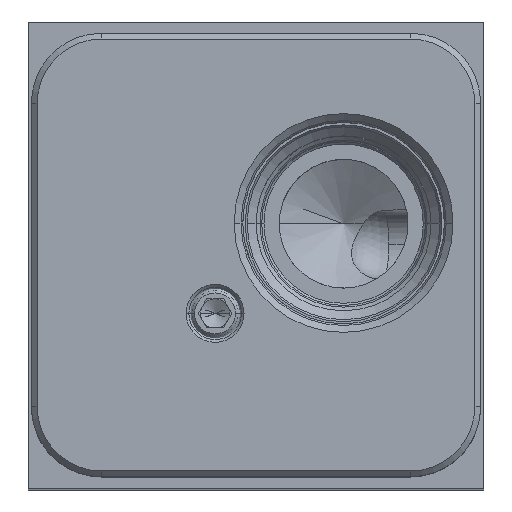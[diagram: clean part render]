
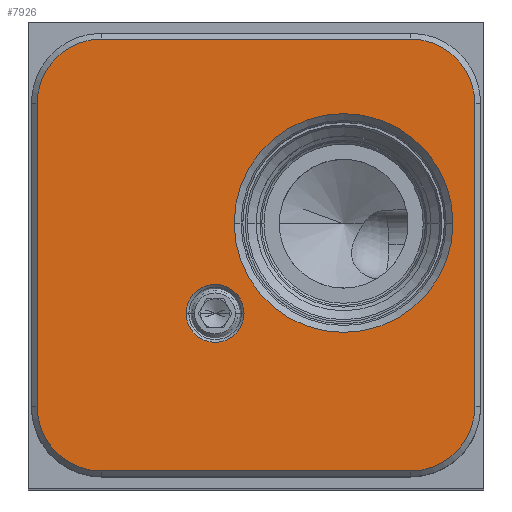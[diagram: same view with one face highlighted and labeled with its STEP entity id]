
A CAD part, top view. The second image highlights one B-rep face of the part: STEP entity #7926.
In plain terms, the highlighted planar face has unit normal (0, 0, 1).
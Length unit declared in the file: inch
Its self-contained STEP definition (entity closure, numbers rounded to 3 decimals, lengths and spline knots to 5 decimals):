
#3638=CARTESIAN_POINT('',(1.688,-1.078,5.375));
#3639=DIRECTION('',(0.,0.,-1.));
#3640=DIRECTION('',(-1.,0.,0.));
#3641=AXIS2_PLACEMENT_3D('',#3638,#3639,#3640);
#3643=CARTESIAN_POINT('',(1.688,-1.078,5.375));
#3644=DIRECTION('',(0.,0.,-1.));
#3645=DIRECTION('',(1.,0.,0.));
#3646=AXIS2_PLACEMENT_3D('',#3643,#3644,#3645);
#3648=CARTESIAN_POINT('',(1.,-1.562,5.375));
#3649=DIRECTION('',(0.,0.,-1.));
#3650=DIRECTION('',(-1.,0.,0.));
#3651=AXIS2_PLACEMENT_3D('',#3648,#3649,#3650);
#3653=CARTESIAN_POINT('',(1.,-1.562,5.375));
#3654=DIRECTION('',(0.,0.,-1.));
#3655=DIRECTION('',(1.,0.,0.));
#3656=AXIS2_PLACEMENT_3D('',#3653,#3654,#3655);
#3666=CARTESIAN_POINT('',(2.047,-2.062,5.375));
#3667=DIRECTION('',(0.,0.,-1.));
#3668=DIRECTION('',(1.,0.,0.));
#3669=AXIS2_PLACEMENT_3D('',#3666,#3667,#3668);
#3680=DIRECTION('',(0.,-1.,0.));
#3681=VECTOR('',#3680,1.625);
#3682=CARTESIAN_POINT('',(2.391,-0.437,5.375));
#3683=LINE('',#3682,#3681);
#3692=CARTESIAN_POINT('',(2.047,-0.437,5.375));
#3693=DIRECTION('',(0.,0.,-1.));
#3694=DIRECTION('',(0.,1.,0.));
#3695=AXIS2_PLACEMENT_3D('',#3692,#3693,#3694);
#3706=DIRECTION('',(1.,0.,0.));
#3707=VECTOR('',#3706,1.656);
#3708=CARTESIAN_POINT('',(0.391,-0.093,5.375));
#3709=LINE('',#3708,#3707);
#3718=CARTESIAN_POINT('',(0.391,-0.437,5.375));
#3719=DIRECTION('',(0.,0.,-1.));
#3720=DIRECTION('',(-1.,0.,0.));
#3721=AXIS2_PLACEMENT_3D('',#3718,#3719,#3720);
#3732=DIRECTION('',(0.,1.,0.));
#3733=VECTOR('',#3732,1.625);
#3734=CARTESIAN_POINT('',(0.047,-2.062,5.375));
#3735=LINE('',#3734,#3733);
#3740=CARTESIAN_POINT('',(0.391,-2.062,5.375));
#3741=DIRECTION('',(0.,0.,-1.));
#3742=DIRECTION('',(0.,-1.,0.));
#3743=AXIS2_PLACEMENT_3D('',#3740,#3741,#3742);
#3758=DIRECTION('',(-1.,0.,0.));
#3759=VECTOR('',#3758,1.656);
#3760=CARTESIAN_POINT('',(2.047,-2.406,5.375));
#3761=LINE('',#3760,#3759);
#6220=CARTESIAN_POINT('',(1.102,-1.078,5.375));
#6221=CARTESIAN_POINT('',(2.274,-1.078,5.375));
#6222=VERTEX_POINT('',#6220);
#6223=VERTEX_POINT('',#6221);
#6249=CARTESIAN_POINT('',(0.845,-1.562,5.375));
#6250=CARTESIAN_POINT('',(1.155,-1.562,5.375));
#6251=VERTEX_POINT('',#6249);
#6252=VERTEX_POINT('',#6250);
#6296=CARTESIAN_POINT('',(0.047,-2.062,5.375));
#6297=CARTESIAN_POINT('',(0.047,-0.437,5.375));
#6298=VERTEX_POINT('',#6296);
#6299=VERTEX_POINT('',#6297);
#6304=CARTESIAN_POINT('',(0.391,-0.093,5.375));
#6305=VERTEX_POINT('',#6304);
#6308=CARTESIAN_POINT('',(2.047,-0.093,5.375));
#6309=VERTEX_POINT('',#6308);
#6312=CARTESIAN_POINT('',(2.391,-0.437,5.375));
#6313=VERTEX_POINT('',#6312);
#6316=CARTESIAN_POINT('',(2.391,-2.062,5.375));
#6317=VERTEX_POINT('',#6316);
#6320=CARTESIAN_POINT('',(2.047,-2.406,5.375));
#6321=VERTEX_POINT('',#6320);
#6324=CARTESIAN_POINT('',(0.391,-2.406,5.375));
#6325=VERTEX_POINT('',#6324);
#7892=CARTESIAN_POINT('',(0.,0.,5.375));
#7893=DIRECTION('',(0.,0.,1.));
#7894=DIRECTION('',(1.,0.,0.));
#7895=AXIS2_PLACEMENT_3D('',#7892,#7893,#7894);
#7896=PLANE('',#7895);
#7898=ORIENTED_EDGE('',*,*,#7897,.T.);
#7900=ORIENTED_EDGE('',*,*,#7899,.T.);
#7902=ORIENTED_EDGE('',*,*,#7901,.T.);
#7904=ORIENTED_EDGE('',*,*,#7903,.T.);
#7906=ORIENTED_EDGE('',*,*,#7905,.T.);
#7908=ORIENTED_EDGE('',*,*,#7907,.T.);
#7910=ORIENTED_EDGE('',*,*,#7909,.T.);
#7912=ORIENTED_EDGE('',*,*,#7911,.T.);
#7913=EDGE_LOOP('',(#7898,#7900,#7902,#7904,#7906,#7908,#7910,#7912));
#7914=FACE_OUTER_BOUND('',#7913,.F.);
#7916=ORIENTED_EDGE('',*,*,#7915,.F.);
#7918=ORIENTED_EDGE('',*,*,#7917,.F.);
#7919=EDGE_LOOP('',(#7916,#7918));
#7920=FACE_BOUND('',#7919,.F.);
#7922=ORIENTED_EDGE('',*,*,#7921,.F.);
#7923=ORIENTED_EDGE('',*,*,#7882,.F.);
#7924=EDGE_LOOP('',(#7922,#7923));
#7925=FACE_BOUND('',#7924,.F.);
#7926=ADVANCED_FACE('',(#7914,#7920,#7925),#7896,.T.);
#3642=CIRCLE('',#3641,0.586);
#3647=CIRCLE('',#3646,0.586);
#3652=CIRCLE('',#3651,0.155);
#3657=CIRCLE('',#3656,0.155);
#3670=CIRCLE('',#3669,0.344);
#3696=CIRCLE('',#3695,0.344);
#3722=CIRCLE('',#3721,0.344);
#3744=CIRCLE('',#3743,0.344);
#7882=EDGE_CURVE('',#6223,#6222,#3647,.T.);
#7897=EDGE_CURVE('',#6317,#6321,#3670,.T.);
#7899=EDGE_CURVE('',#6321,#6325,#3761,.T.);
#7901=EDGE_CURVE('',#6325,#6298,#3744,.T.);
#7903=EDGE_CURVE('',#6298,#6299,#3735,.T.);
#7905=EDGE_CURVE('',#6299,#6305,#3722,.T.);
#7907=EDGE_CURVE('',#6305,#6309,#3709,.T.);
#7909=EDGE_CURVE('',#6309,#6313,#3696,.T.);
#7911=EDGE_CURVE('',#6313,#6317,#3683,.T.);
#7915=EDGE_CURVE('',#6251,#6252,#3652,.T.);
#7917=EDGE_CURVE('',#6252,#6251,#3657,.T.);
#7921=EDGE_CURVE('',#6222,#6223,#3642,.T.);
